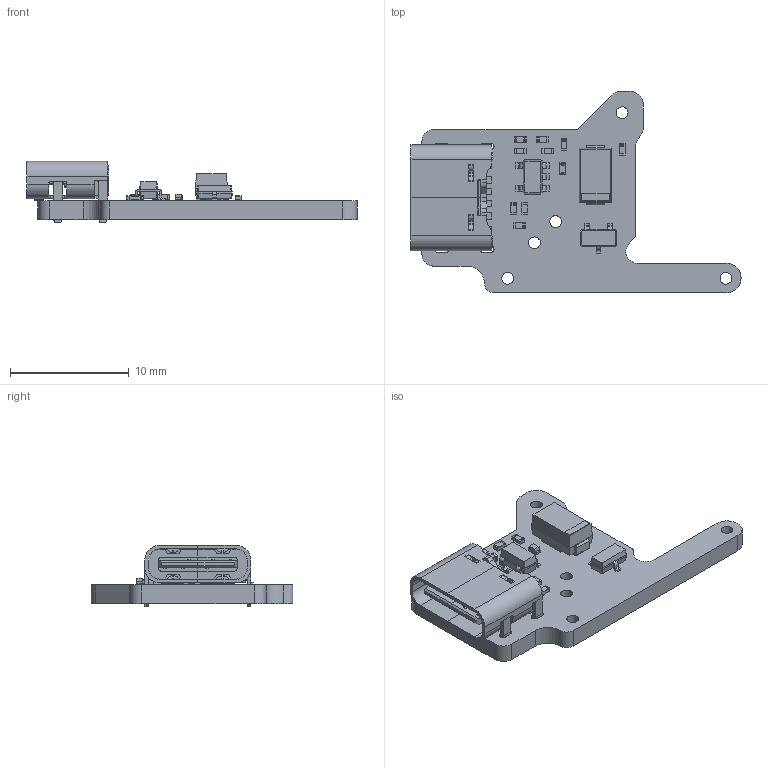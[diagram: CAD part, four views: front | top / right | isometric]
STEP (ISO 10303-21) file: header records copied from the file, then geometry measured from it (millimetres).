
FILE_DESCRIPTION(('KiCad electronic assembly'),'2;1');
FILE_NAME('charger.step','2024-11-01T03:59:54',('Pcbnew'),('Kicad'), 'Open CASCADE STEP processor 7.7','KiCad to STEP converter','Unknown' );
FILE_SCHEMA(('AUTOMOTIVE_DESIGN { 1 0 10303 214 1 1 1 1 }'));
Length unit declared in the file: millimetre
Products named in the file (16): charger 1; SOT-23-5; SOT_23_5; LED_0402_1005Metric; SOT-23; SOT_23; R_0402_1005Metric; D_SMA; C_0402_1005Metric; USB_C_Receptacle_GCT_USB4125-xx-x-0190_6P_TopMnt_Horizontal; USB_C_Receptacle_GCT_USB4125-xx-x_6P_TopMnt_Horizontal; _autosave-charger_PCB
Assembly tree (22 placements, depth 3):
  charger 1
    SOT-23-5
      SOT_23_5
    LED_0402_1005Metric  x2
      LED_0402_1005Metric
    SOT-23
      SOT_23
    R_0402_1005Metric  x6
      R_0402_1005Metric
    D_SMA
      D_SMA
    C_0402_1005Metric  x2
      C_0402_1005Metric
    USB_C_Receptacle_GCT_USB4125-xx-x-0190_6P_TopMnt_Horizontal
      USB_C_Receptacle_GCT_USB4125-xx-x_6P_TopMnt_Horizontal
    _autosave-charger_PCB
Bounding box: 27.82 x 16.99 x 5.16 mm (x, y, z)
Volume: 555.1 mm3; surface area: 1321.4 mm2
Topology: 30 solids, 30 shells, 1134 faces, 2893 edges, 1824 vertices
Faces by surface type: plane 799, cylinder 267, bspline 66, cone 2
Full cylindrical faces by diameter (mm): 0.8 x2, 1 x5
Entity records: 33886 total; most frequent: CARTESIAN_POINT 5063, ORIENTED_EDGE 4712, DIRECTION 4450, EDGE_CURVE 2348, LINE 1840, VECTOR 1840, VERTEX_POINT 1470, AXIS2_PLACEMENT_3D 1305
